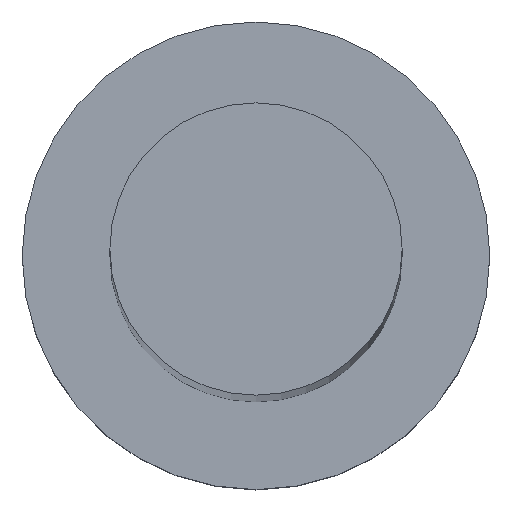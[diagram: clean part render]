
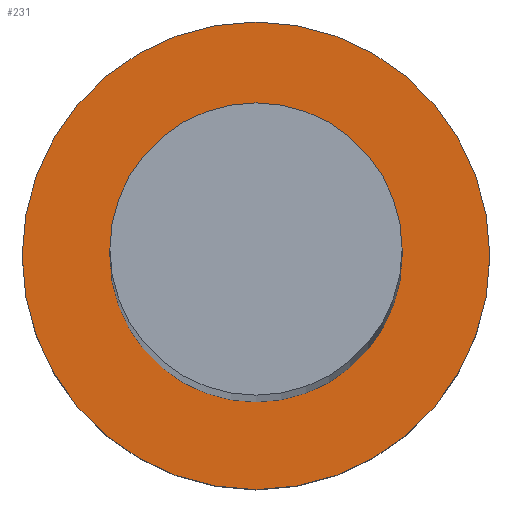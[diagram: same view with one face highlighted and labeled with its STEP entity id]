
A CAD part, top view. The second image highlights one B-rep face of the part: STEP entity #231.
In plain terms, the highlighted planar face has unit normal (0, 0, 1).
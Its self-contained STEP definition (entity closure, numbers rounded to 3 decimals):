
#3 = CIRCLE ( 'NONE', #247, 6. ) ;
#10 = CARTESIAN_POINT ( 'NONE',  ( -6., 0., 5. ) ) ;
#13 = DIRECTION ( 'NONE',  ( 1., 0., 0. ) ) ;
#22 = VERTEX_POINT ( 'NONE', #166 ) ;
#23 = EDGE_LOOP ( 'NONE', ( #122, #41 ) ) ;
#24 = DIRECTION ( 'NONE',  ( 0., 0., 1. ) ) ;
#26 = AXIS2_PLACEMENT_3D ( 'NONE', #216, #187, #13 ) ;
#32 = DIRECTION ( 'NONE',  ( 1., 0., 0. ) ) ;
#34 = AXIS2_PLACEMENT_3D ( 'NONE', #194, #73, #37 ) ;
#35 = DIRECTION ( 'NONE',  ( 0., 0., 1. ) ) ;
#37 = DIRECTION ( 'NONE',  ( 1., 0., 0. ) ) ;
#39 = FACE_BOUND ( 'NONE', #66, .T. ) ;
#41 = ORIENTED_EDGE ( 'NONE', *, *, #59, .T. ) ;
#51 = AXIS2_PLACEMENT_3D ( 'NONE', #60, #35, #52 ) ;
#52 = DIRECTION ( 'NONE',  ( 1., 0., 0. ) ) ;
#59 = EDGE_CURVE ( 'NONE', #22, #89, #72, .T. ) ;
#60 = CARTESIAN_POINT ( 'NONE',  ( 0., 0., 5. ) ) ;
#66 = EDGE_LOOP ( 'NONE', ( #108, #202 ) ) ;
#72 = CIRCLE ( 'NONE', #220, 6. ) ;
#73 = DIRECTION ( 'NONE',  ( 0., 0., 1. ) ) ;
#87 = EDGE_CURVE ( 'NONE', #226, #96, #105, .T. ) ;
#89 = VERTEX_POINT ( 'NONE', #10 ) ;
#93 = CARTESIAN_POINT ( 'NONE',  ( 0., 0., 5. ) ) ;
#96 = VERTEX_POINT ( 'NONE', #208 ) ;
#105 = CIRCLE ( 'NONE', #26, 3.75 ) ;
#108 = ORIENTED_EDGE ( 'NONE', *, *, #255, .F. ) ;
#119 = PLANE ( 'NONE',  #34 ) ;
#122 = ORIENTED_EDGE ( 'NONE', *, *, #238, .T. ) ;
#131 = DIRECTION ( 'NONE',  ( 0., 0., 1. ) ) ;
#155 = FACE_OUTER_BOUND ( 'NONE', #23, .T. ) ;
#160 = CIRCLE ( 'NONE', #51, 3.75 ) ;
#166 = CARTESIAN_POINT ( 'NONE',  ( 6., 0., 5. ) ) ;
#187 = DIRECTION ( 'NONE',  ( 0., 0., 1. ) ) ;
#194 = CARTESIAN_POINT ( 'NONE',  ( 0., 0., 5. ) ) ;
#202 = ORIENTED_EDGE ( 'NONE', *, *, #87, .F. ) ;
#208 = CARTESIAN_POINT ( 'NONE',  ( -3.75, 0., 5. ) ) ;
#216 = CARTESIAN_POINT ( 'NONE',  ( 0., 0., 5. ) ) ;
#220 = AXIS2_PLACEMENT_3D ( 'NONE', #93, #24, #243 ) ;
#226 = VERTEX_POINT ( 'NONE', #248 ) ;
#229 = CARTESIAN_POINT ( 'NONE',  ( 0., 0., 5. ) ) ;
#231 = ADVANCED_FACE ( 'NONE', ( #39, #155 ), #119, .T. ) ;
#238 = EDGE_CURVE ( 'NONE', #89, #22, #3, .T. ) ;
#243 = DIRECTION ( 'NONE',  ( 1., 0., 0. ) ) ;
#247 = AXIS2_PLACEMENT_3D ( 'NONE', #229, #131, #32 ) ;
#248 = CARTESIAN_POINT ( 'NONE',  ( 3.75, 0., 5. ) ) ;
#255 = EDGE_CURVE ( 'NONE', #96, #226, #160, .T. ) ;
